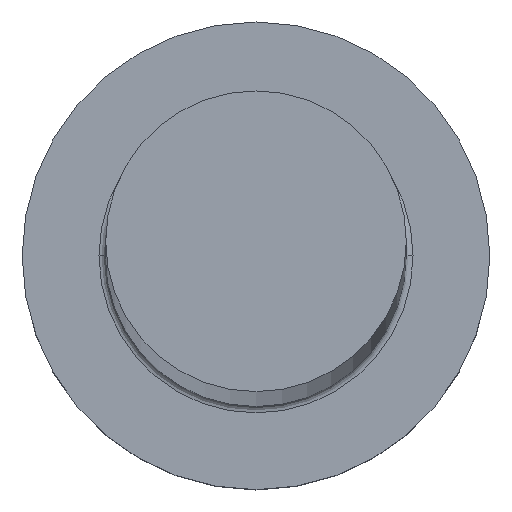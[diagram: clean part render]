
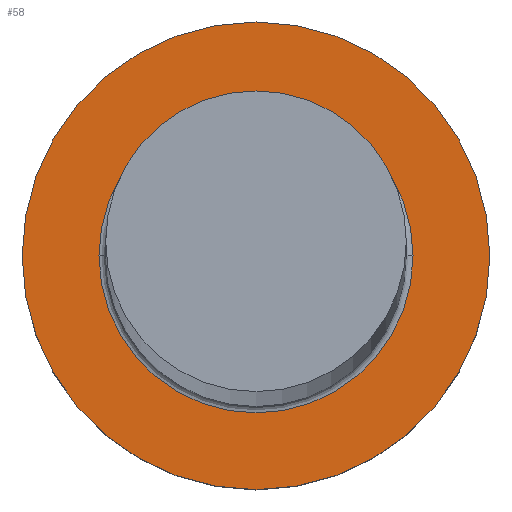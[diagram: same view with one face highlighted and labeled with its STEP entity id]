
A CAD part, top view. The second image highlights one B-rep face of the part: STEP entity #58.
In plain terms, the highlighted planar face has unit normal (0, 0, 1).
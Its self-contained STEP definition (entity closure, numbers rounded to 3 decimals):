
#5 = EDGE_CURVE ( 'NONE', #249, #280, #10, .T. ) ;
#10 = CIRCLE ( 'NONE', #282, 7. ) ;
#11 = VERTEX_POINT ( 'NONE', #92 ) ;
#19 = EDGE_CURVE ( 'NONE', #280, #249, #94, .T. ) ;
#24 = DIRECTION ( 'NONE',  ( 0., 0., 1. ) ) ;
#43 = DIRECTION ( 'NONE',  ( 1., 0., 0. ) ) ;
#51 = AXIS2_PLACEMENT_3D ( 'NONE', #113, #24, #72 ) ;
#58 = ADVANCED_FACE ( 'NONE', ( #118, #192 ), #217, .T. ) ;
#67 = EDGE_CURVE ( 'NONE', #131, #11, #276, .T. ) ;
#72 = DIRECTION ( 'NONE',  ( 1., 0., 0. ) ) ;
#73 = CARTESIAN_POINT ( 'NONE',  ( 7., 0., 5. ) ) ;
#74 = EDGE_CURVE ( 'NONE', #11, #131, #186, .T. ) ;
#90 = CARTESIAN_POINT ( 'NONE',  ( 0., 0., 5. ) ) ;
#92 = CARTESIAN_POINT ( 'NONE',  ( -4.7, 0., 5. ) ) ;
#94 = CIRCLE ( 'NONE', #148, 7. ) ;
#97 = CARTESIAN_POINT ( 'NONE',  ( -7., 0., 5. ) ) ;
#113 = CARTESIAN_POINT ( 'NONE',  ( 0., 0., 5. ) ) ;
#116 = DIRECTION ( 'NONE',  ( 0., 0., 1. ) ) ;
#118 = FACE_BOUND ( 'NONE', #135, .T. ) ;
#131 = VERTEX_POINT ( 'NONE', #265 ) ;
#135 = EDGE_LOOP ( 'NONE', ( #255, #143 ) ) ;
#143 = ORIENTED_EDGE ( 'NONE', *, *, #74, .T. ) ;
#148 = AXIS2_PLACEMENT_3D ( 'NONE', #284, #287, #43 ) ;
#168 = DIRECTION ( 'NONE',  ( 1., 0., 0. ) ) ;
#177 = AXIS2_PLACEMENT_3D ( 'NONE', #90, #188, #168 ) ;
#186 = CIRCLE ( 'NONE', #177, 4.7 ) ;
#188 = DIRECTION ( 'NONE',  ( 0., 0., -1. ) ) ;
#192 = FACE_OUTER_BOUND ( 'NONE', #256, .T. ) ;
#211 = CARTESIAN_POINT ( 'NONE',  ( 0., 0., 5. ) ) ;
#215 = DIRECTION ( 'NONE',  ( 1., 0., 0. ) ) ;
#217 = PLANE ( 'NONE',  #51 ) ;
#235 = CARTESIAN_POINT ( 'NONE',  ( 0., 0., 5. ) ) ;
#236 = ORIENTED_EDGE ( 'NONE', *, *, #5, .T. ) ;
#249 = VERTEX_POINT ( 'NONE', #97 ) ;
#255 = ORIENTED_EDGE ( 'NONE', *, *, #67, .T. ) ;
#256 = EDGE_LOOP ( 'NONE', ( #236, #305 ) ) ;
#265 = CARTESIAN_POINT ( 'NONE',  ( 4.7, 0., 5. ) ) ;
#271 = AXIS2_PLACEMENT_3D ( 'NONE', #211, #290, #215 ) ;
#276 = CIRCLE ( 'NONE', #271, 4.7 ) ;
#280 = VERTEX_POINT ( 'NONE', #73 ) ;
#282 = AXIS2_PLACEMENT_3D ( 'NONE', #235, #116, #307 ) ;
#284 = CARTESIAN_POINT ( 'NONE',  ( 0., 0., 5. ) ) ;
#287 = DIRECTION ( 'NONE',  ( 0., 0., 1. ) ) ;
#290 = DIRECTION ( 'NONE',  ( 0., 0., -1. ) ) ;
#305 = ORIENTED_EDGE ( 'NONE', *, *, #19, .T. ) ;
#307 = DIRECTION ( 'NONE',  ( 1., 0., 0. ) ) ;
